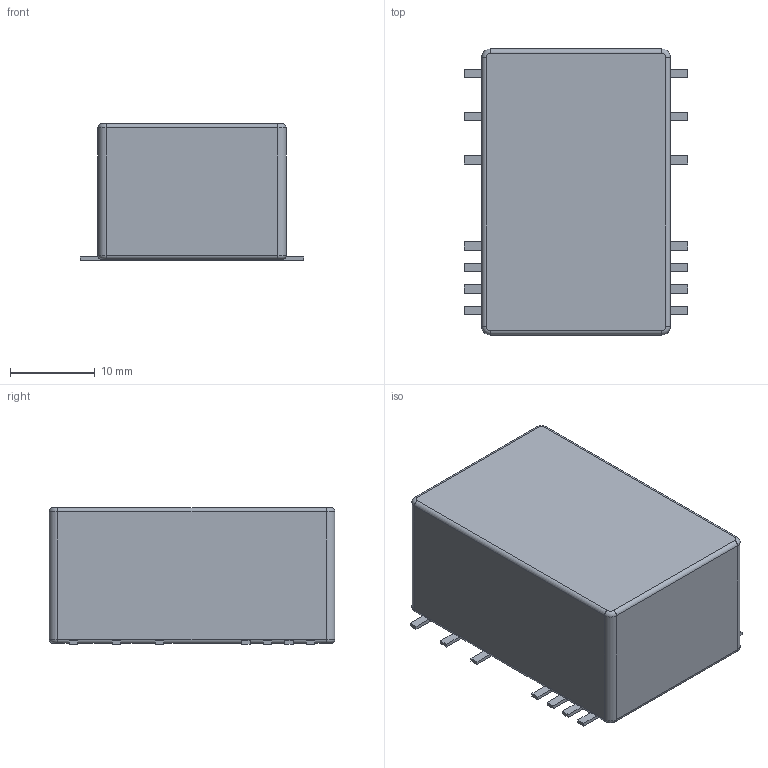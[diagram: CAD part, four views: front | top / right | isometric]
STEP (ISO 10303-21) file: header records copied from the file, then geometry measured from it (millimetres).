
FILE_DESCRIPTION(/* description */ ('model of Converter_ACDC_MeanWell_IRM-02-xx_SMD'),/* implementation_level */ '2;1');
FILE_NAME(/* name */ 'Converter_ACDC_MeanWell_IRM-02-xx_SMD.step',/* time_stamp */ '2018-09-25T18:41:40',/* author */ ('kicad StepUp','ksu'),/* organization */ ('FreeCAD'),/* preprocessor_version */ 'OCC',/* originating_system */ 'kicad StepUp',/* authorisation */ '');
FILE_SCHEMA(('AUTOMOTIVE_DESIGN { 1 0 10303 214 1 1 1 1 }'));
Length unit declared in the file: millimetre
Products named in the file (1): Converter_ACDC_MeanWell_IRM_02_xx_SMD
Bounding box: 26.4 x 33.7 x 16.1 mm (x, y, z)
Volume: 11972.8 mm3; surface area: 3328.3 mm2
Topology: 1 solids, 1 shells, 82 faces, 224 edges, 144 vertices
Faces by surface type: plane 62, cylinder 12, torus 8
Entity records: 1795 total; most frequent: ORIENTED_EDGE 360, CARTESIAN_POINT 280, EDGE_CURVE 224, VERTEX_POINT 144, LINE 124, AXIS2_PLACEMENT_3D 123, ADVANCED_FACE 82, FACE_BOUND 82
